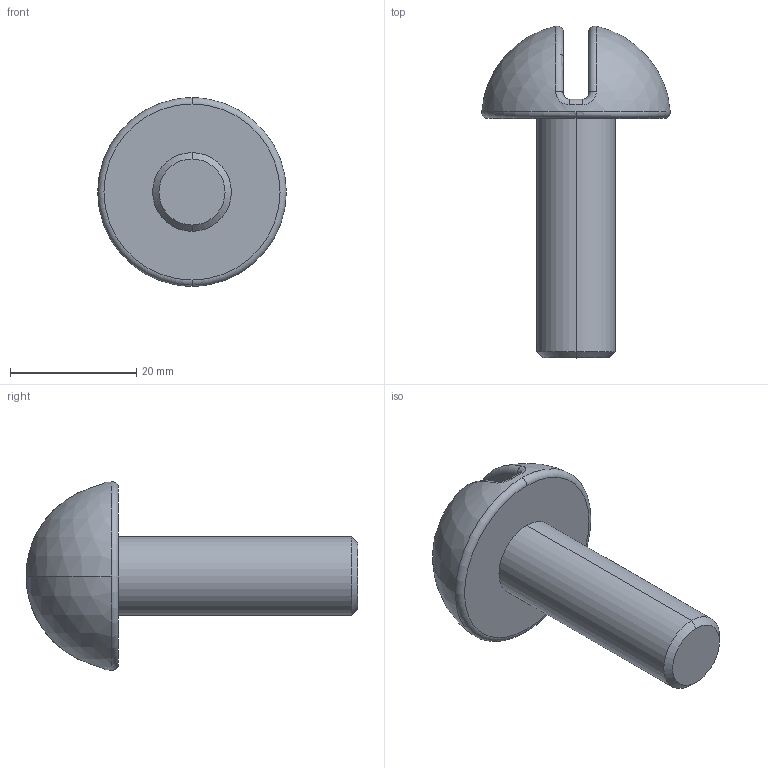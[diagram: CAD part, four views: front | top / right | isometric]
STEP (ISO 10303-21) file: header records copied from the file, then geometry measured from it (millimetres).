
FILE_DESCRIPTION (( 'STEP AP214' ), '1' );
FILE_NAME ('Screw.STEP', '2025-03-07T15:51:15', ( '' ), ( '' ), 'SwSTEP 2.0', 'SolidWorks 2023', '' );
FILE_SCHEMA (( 'AUTOMOTIVE_DESIGN' ));
Length unit declared in the file: millimetre
Products named in the file (1): Screw
Bounding box: 29.92 x 52.67 x 29.92 mm (x, y, z)
Volume: 10627.7 mm3; surface area: 3937.1 mm2
Topology: 1 solids, 1 shells, 25 faces, 55 edges, 33 vertices
Faces by surface type: torus 8, plane 5, cylinder 4, bspline 4, cone 2, sphere 2
Entity records: 947 total; most frequent: CARTESIAN_POINT 370, DIRECTION 130, ORIENTED_EDGE 110, AXIS2_PLACEMENT_3D 61, EDGE_CURVE 55, CIRCLE 39, VERTEX_POINT 33, EDGE_LOOP 26
